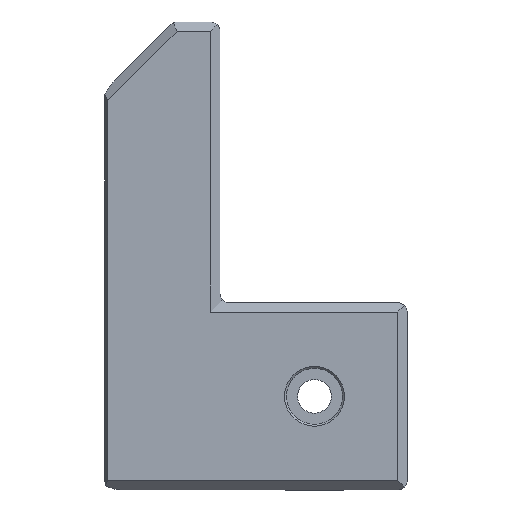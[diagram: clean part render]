
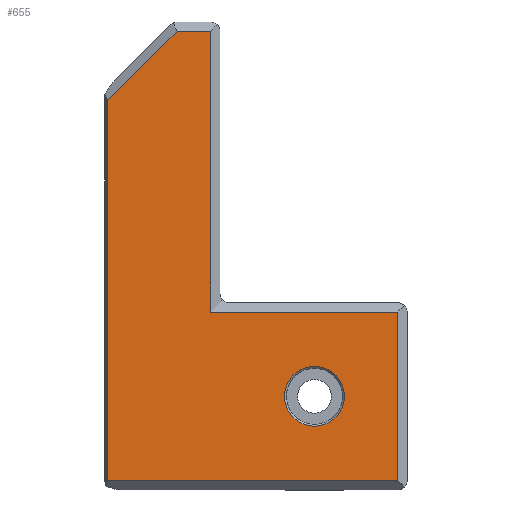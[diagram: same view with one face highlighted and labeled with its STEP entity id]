
A CAD part, top view. The second image highlights one B-rep face of the part: STEP entity #655.
In plain terms, the highlighted planar face has unit normal (0, 0, 1).
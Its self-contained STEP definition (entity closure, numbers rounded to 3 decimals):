
#18=FACE_BOUND('',#123,.T.);
#28=CIRCLE('',#730,3.2);
#50=PLANE('',#732);
#85=FACE_OUTER_BOUND('',#122,.T.);
#122=EDGE_LOOP('',(#581,#582,#583,#584,#585,#586,#587));
#123=EDGE_LOOP('',(#588));
#142=LINE('',#975,#207);
#145=LINE('',#987,#210);
#156=LINE('',#1021,#221);
#158=LINE('',#1024,#223);
#164=LINE('',#1045,#229);
#173=LINE('',#1065,#238);
#192=LINE('',#1113,#257);
#207=VECTOR('',#775,10.);
#210=VECTOR('',#788,10.);
#221=VECTOR('',#823,10.);
#223=VECTOR('',#827,10.);
#229=VECTOR('',#845,10.);
#238=VECTOR('',#866,10.);
#257=VECTOR('',#917,10.);
#293=VERTEX_POINT('',#972);
#294=VERTEX_POINT('',#974);
#298=VERTEX_POINT('',#986);
#308=VERTEX_POINT('',#1018);
#309=VERTEX_POINT('',#1020);
#317=VERTEX_POINT('',#1042);
#318=VERTEX_POINT('',#1044);
#335=VERTEX_POINT('',#1107);
#356=EDGE_CURVE('',#293,#294,#142,.T.);
#362=EDGE_CURVE('',#294,#298,#145,.T.);
#379=EDGE_CURVE('',#308,#309,#156,.T.);
#381=EDGE_CURVE('',#298,#308,#158,.T.);
#391=EDGE_CURVE('',#317,#318,#164,.T.);
#402=EDGE_CURVE('',#309,#317,#173,.T.);
#423=EDGE_CURVE('',#335,#335,#28,.T.);
#426=EDGE_CURVE('',#318,#293,#192,.T.);
#581=ORIENTED_EDGE('',*,*,#381,.F.);
#582=ORIENTED_EDGE('',*,*,#362,.F.);
#583=ORIENTED_EDGE('',*,*,#356,.F.);
#584=ORIENTED_EDGE('',*,*,#426,.F.);
#585=ORIENTED_EDGE('',*,*,#391,.F.);
#586=ORIENTED_EDGE('',*,*,#402,.F.);
#587=ORIENTED_EDGE('',*,*,#379,.F.);
#588=ORIENTED_EDGE('',*,*,#423,.F.);
#655=ADVANCED_FACE('',(#85,#18),#50,.T.);
#730=AXIS2_PLACEMENT_3D('',#1108,#910,#911);
#732=AXIS2_PLACEMENT_3D('',#1112,#915,#916);
#775=DIRECTION('',(0.,1.,0.));
#788=DIRECTION('',(0.707,0.707,0.));
#823=DIRECTION('',(0.,-1.,0.));
#827=DIRECTION('',(1.,0.,0.));
#845=DIRECTION('',(0.,-1.,0.));
#866=DIRECTION('',(1.,0.,0.));
#910=DIRECTION('center_axis',(0.,0.,1.));
#911=DIRECTION('ref_axis',(-1.,0.,0.));
#915=DIRECTION('center_axis',(0.,0.,1.));
#916=DIRECTION('ref_axis',(0.,1.,0.));
#917=DIRECTION('',(-1.,0.,0.));
#972=CARTESIAN_POINT('',(-2.,1.,8.));
#974=CARTESIAN_POINT('',(-2.,41.586,8.));
#975=CARTESIAN_POINT('',(-2.,10.,8.));
#986=CARTESIAN_POINT('',(5.414,49.,8.));
#987=CARTESIAN_POINT('',(-4.168,39.418,8.));
#1018=CARTESIAN_POINT('',(9.,49.,8.));
#1020=CARTESIAN_POINT('',(9.,19.,8.));
#1021=CARTESIAN_POINT('',(9.,22.5,8.));
#1024=CARTESIAN_POINT('',(8.5,49.,8.));
#1042=CARTESIAN_POINT('',(29.,19.,8.));
#1044=CARTESIAN_POINT('',(29.,1.,8.));
#1045=CARTESIAN_POINT('',(29.,10.,8.));
#1065=CARTESIAN_POINT('',(13.5,19.,8.));
#1107=CARTESIAN_POINT('',(23.3,10.,8.));
#1108=CARTESIAN_POINT('Origin',(20.1,10.,8.));
#1112=CARTESIAN_POINT('Origin',(13.5,10.,8.));
#1113=CARTESIAN_POINT('',(13.5,1.,8.));
